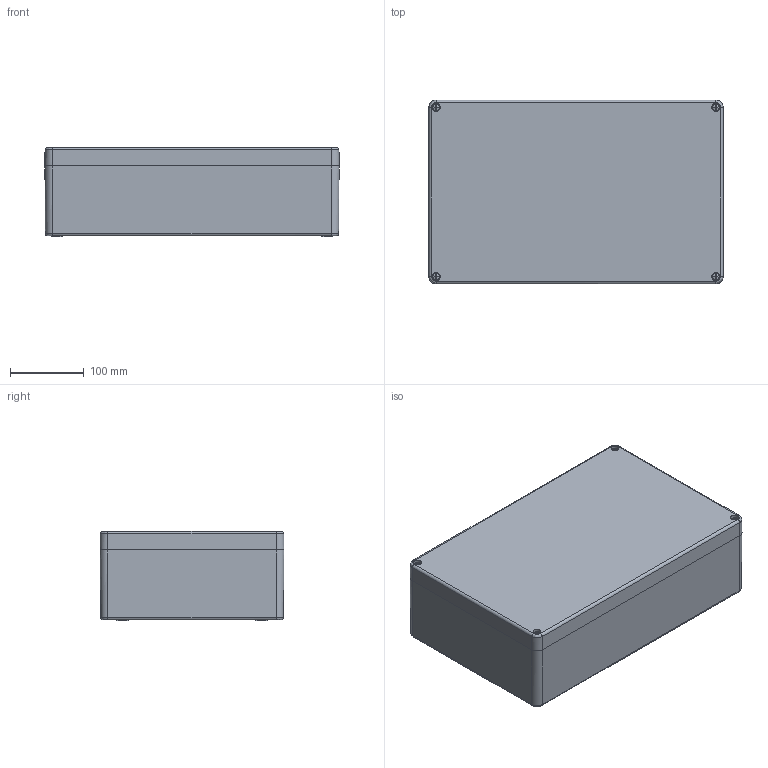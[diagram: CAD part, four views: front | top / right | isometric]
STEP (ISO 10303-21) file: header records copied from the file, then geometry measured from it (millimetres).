
FILE_DESCRIPTION (( 'STEP AP214' ), '1' );
FILE_NAME ('1590ZGRP243BK.STEP', '2021-09-09T11:38:08', ( '' ), ( '' ), 'SwSTEP 2.0', 'SolidWorks 2021', '' );
FILE_SCHEMA (( 'AUTOMOTIVE_DESIGN' ));
Length unit declared in the file: inch
Products named in the file (1): 1590ZGRP243BK
Bounding box: 400 x 250 x 121.25 mm (x, y, z)
Volume: 2152555.8 mm3; surface area: 730856.4 mm2
Topology: 7 solids, 7 shells, 439 faces, 1102 edges, 722 vertices
Faces by surface type: plane 243, cone 84, cylinder 68, bspline 44
Full cylindrical faces by diameter (mm): 4 x8, 4.917 x10, 5.28 x4, 5.88 x4, 6 x4, 6.4 x4, 7 x8, 10.8 x4
Entity records: 14411 total; most frequent: CARTESIAN_POINT 4311, ORIENTED_EDGE 2028, DIRECTION 1970, EDGE_CURVE 1014, AXIS2_PLACEMENT_3D 712, VERTEX_POINT 704, EDGE_LOOP 572, VECTOR 546
